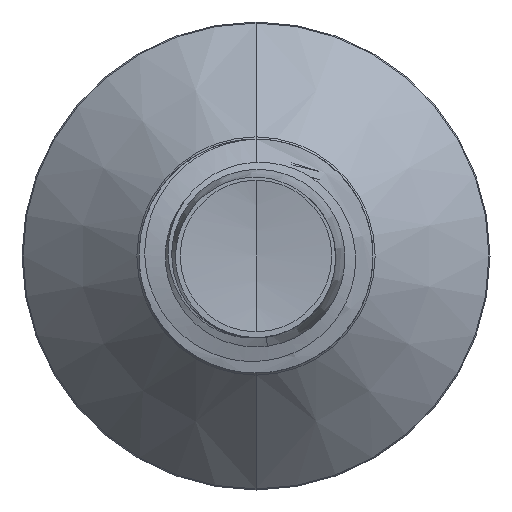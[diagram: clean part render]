
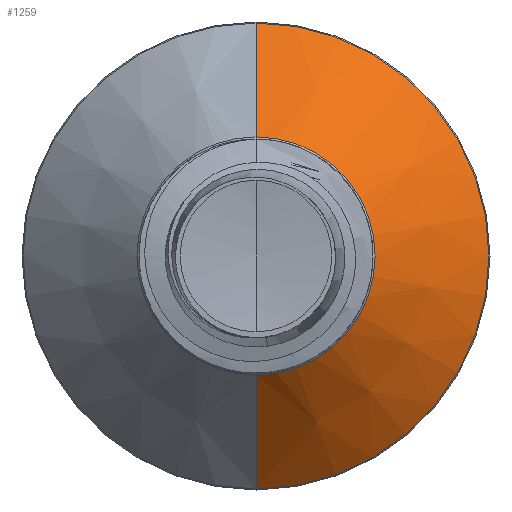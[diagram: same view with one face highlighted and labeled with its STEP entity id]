
A CAD part, front view. The second image highlights one B-rep face of the part: STEP entity #1259.
In plain terms, the highlighted conical face has half-angle 45 degrees and reference radius 1.782 mm.
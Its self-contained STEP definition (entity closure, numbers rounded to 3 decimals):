
#930 = DIRECTION ( 'NONE',  ( 0., 1., 0. ) ) ;
#1259 = ADVANCED_FACE ( 'NONE', ( #17765 ), #9847, .T. ) ;
#3455 = ORIENTED_EDGE ( 'NONE', *, *, #8595, .F. ) ;
#4520 = EDGE_CURVE ( 'NONE', #8749, #28898, #30734, .T. ) ;
#6198 = CARTESIAN_POINT ( 'NONE',  ( 0., 12.632, 0. ) ) ;
#6859 = CIRCLE ( 'NONE', #9595, 1.782 ) ;
#7617 = CARTESIAN_POINT ( 'NONE',  ( 0., 14.335, 3.485 ) ) ;
#8595 = EDGE_CURVE ( 'NONE', #34462, #28898, #25259, .T. ) ;
#8749 = VERTEX_POINT ( 'NONE', #29913 ) ;
#9595 = AXIS2_PLACEMENT_3D ( 'NONE', #15493, #34198, #18171 ) ;
#9663 = ORIENTED_EDGE ( 'NONE', *, *, #21302, .T. ) ;
#9847 = CONICAL_SURFACE ( 'NONE', #18172, 1.782, 0.785 ) ;
#10114 = DIRECTION ( 'NONE',  ( 0., 0.707, 0.707 ) ) ;
#13792 = DIRECTION ( 'NONE',  ( 0., 1., 0. ) ) ;
#15466 = AXIS2_PLACEMENT_3D ( 'NONE', #29800, #13792, #32492 ) ;
#15493 = CARTESIAN_POINT ( 'NONE',  ( 0., 12.632, 0. ) ) ;
#15804 = EDGE_LOOP ( 'NONE', ( #9663, #23871, #3455, #18941 ) ) ;
#17765 = FACE_OUTER_BOUND ( 'NONE', #15804, .T. ) ;
#18171 = DIRECTION ( 'NONE',  ( 0., 0., 1. ) ) ;
#18172 = AXIS2_PLACEMENT_3D ( 'NONE', #6198, #930, #24266 ) ;
#18920 = LINE ( 'NONE', #34255, #33976 ) ;
#18941 = ORIENTED_EDGE ( 'NONE', *, *, #19316, .F. ) ;
#19316 = EDGE_CURVE ( 'NONE', #22193, #34462, #18920, .T. ) ;
#20275 = CARTESIAN_POINT ( 'NONE',  ( 0., 12.632, -1.782 ) ) ;
#21302 = EDGE_CURVE ( 'NONE', #22193, #8749, #6859, .T. ) ;
#22193 = VERTEX_POINT ( 'NONE', #23629 ) ;
#22760 = VECTOR ( 'NONE', #33837, 1000. ) ;
#23629 = CARTESIAN_POINT ( 'NONE',  ( 0., 12.632, 1.782 ) ) ;
#23871 = ORIENTED_EDGE ( 'NONE', *, *, #4520, .T. ) ;
#24266 = DIRECTION ( 'NONE',  ( 0., 0., 1. ) ) ;
#25259 = CIRCLE ( 'NONE', #15466, 3.485 ) ;
#26904 = CARTESIAN_POINT ( 'NONE',  ( 0., 14.335, -3.485 ) ) ;
#28898 = VERTEX_POINT ( 'NONE', #26904 ) ;
#29800 = CARTESIAN_POINT ( 'NONE',  ( 0., 14.335, 0. ) ) ;
#29913 = CARTESIAN_POINT ( 'NONE',  ( 0., 12.632, -1.782 ) ) ;
#30734 = LINE ( 'NONE', #20275, #22760 ) ;
#32492 = DIRECTION ( 'NONE',  ( 0., 0., 1. ) ) ;
#33837 = DIRECTION ( 'NONE',  ( 0., 0.707, -0.707 ) ) ;
#33976 = VECTOR ( 'NONE', #10114, 1000. ) ;
#34198 = DIRECTION ( 'NONE',  ( 0., 1., 0. ) ) ;
#34255 = CARTESIAN_POINT ( 'NONE',  ( 0., 12.632, 1.782 ) ) ;
#34462 = VERTEX_POINT ( 'NONE', #7617 ) ;
